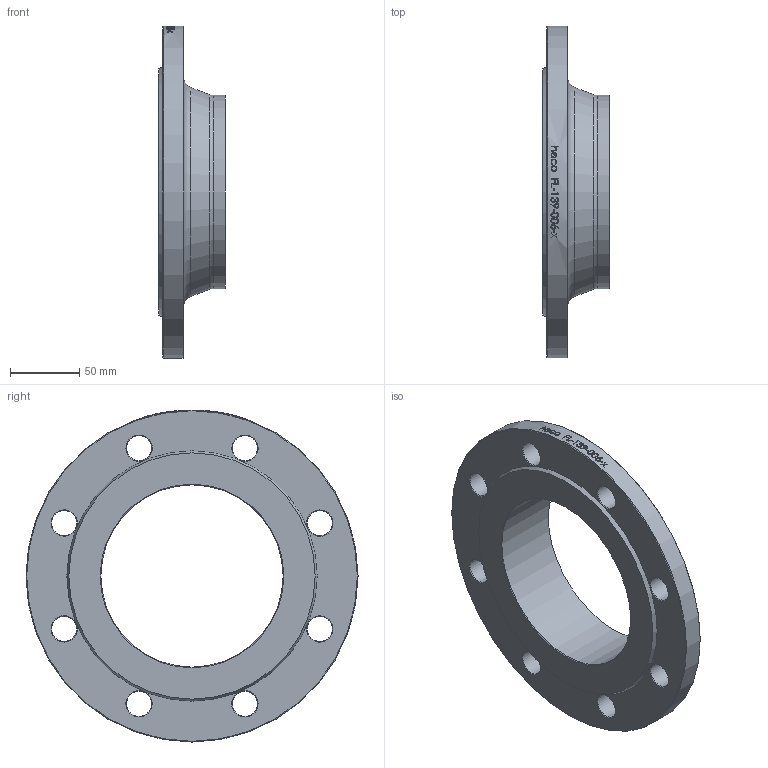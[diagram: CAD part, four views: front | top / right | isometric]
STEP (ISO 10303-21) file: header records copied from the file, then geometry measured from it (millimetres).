
FILE_DESCRIPTION (( 'STEP AP214' ), '1' );
FILE_NAME ('FL-139-006-x Vorschweissflansch PN6 Iso DIN2631 2008.STEP', '2020-08-26T14:46:38', ( '' ), ( '' ), 'SwSTEP 2.0', 'SolidWorks 2019', '' );
FILE_SCHEMA (( 'AUTOMOTIVE_DESIGN' ));
Length unit declared in the file: millimetre
Products named in the file (1): FL-139-006-x Vorschweissflansch PN6 Iso DIN2631 2008
Bounding box: 48 x 240 x 240 mm (x, y, z)
Volume: 566803.1 mm3; surface area: 107438.4 mm2
Topology: 1 solids, 1 shells, 60 faces, 243 edges, 209 vertices
Faces by surface type: cylinder 33, cone 21, plane 4, torus 2
Full cylindrical faces by diameter (mm): 18 x8, 131.7 x1, 139.7 x1, 240 x1
Entity records: 5648 total; most frequent: CARTESIAN_POINT 3598, ORIENTED_EDGE 398, DIRECTION 292, VERTEX_POINT 199, EDGE_CURVE 199, EDGE_LOOP 136, AXIS2_PLACEMENT_3D 135, B_SPLINE_CURVE_WITH_KNOTS 103
